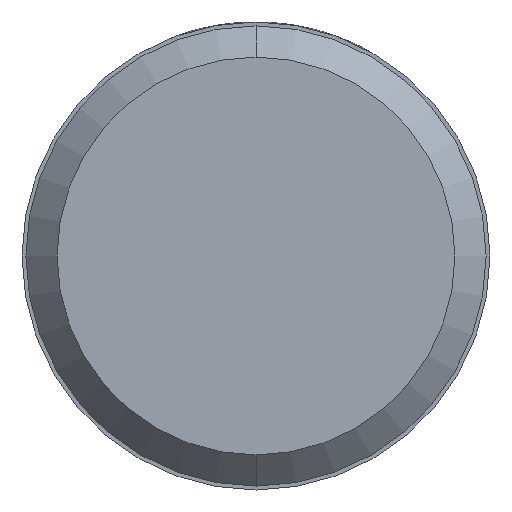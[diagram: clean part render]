
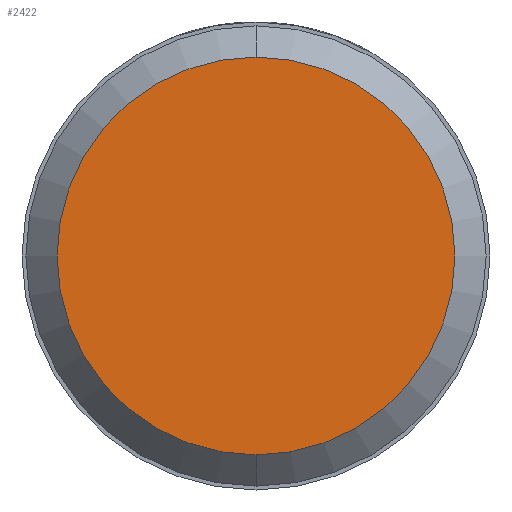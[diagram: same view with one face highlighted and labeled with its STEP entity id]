
A CAD part, front view. The second image highlights one B-rep face of the part: STEP entity #2422.
In plain terms, the highlighted planar face has unit normal (0, -1, 0).
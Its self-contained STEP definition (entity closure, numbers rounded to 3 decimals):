
#50 = VERTEX_POINT ( 'NONE', #1229 ) ;
#75 = AXIS2_PLACEMENT_3D ( 'NONE', #79, #523, #2551 ) ;
#79 = CARTESIAN_POINT ( 'NONE',  ( 0., 0., 0. ) ) ;
#88 = ORIENTED_EDGE ( 'NONE', *, *, #403, .T. ) ;
#403 = EDGE_CURVE ( 'NONE', #2112, #50, #1762, .T. ) ;
#444 = CIRCLE ( 'NONE', #861, 12.75 ) ;
#481 = PLANE ( 'NONE',  #75 ) ;
#523 = DIRECTION ( 'NONE',  ( 0., 1., 0. ) ) ;
#680 = ORIENTED_EDGE ( 'NONE', *, *, #792, .T. ) ;
#792 = EDGE_CURVE ( 'NONE', #50, #2112, #444, .T. ) ;
#861 = AXIS2_PLACEMENT_3D ( 'NONE', #2392, #1541, #2583 ) ;
#1029 = FACE_OUTER_BOUND ( 'NONE', #1730, .T. ) ;
#1170 = DIRECTION ( 'NONE',  ( 0., 0., 1. ) ) ;
#1175 = AXIS2_PLACEMENT_3D ( 'NONE', #2418, #1783, #1170 ) ;
#1229 = CARTESIAN_POINT ( 'NONE',  ( 0., 0., 12.75 ) ) ;
#1541 = DIRECTION ( 'NONE',  ( 0., -1., 0. ) ) ;
#1730 = EDGE_LOOP ( 'NONE', ( #680, #88 ) ) ;
#1762 = CIRCLE ( 'NONE', #1175, 12.75 ) ;
#1783 = DIRECTION ( 'NONE',  ( 0., -1., 0. ) ) ;
#2009 = CARTESIAN_POINT ( 'NONE',  ( 0., 0., -12.75 ) ) ;
#2112 = VERTEX_POINT ( 'NONE', #2009 ) ;
#2392 = CARTESIAN_POINT ( 'NONE',  ( 0., 0., 0. ) ) ;
#2418 = CARTESIAN_POINT ( 'NONE',  ( 0., 0., 0. ) ) ;
#2422 = ADVANCED_FACE ( 'NONE', ( #1029 ), #481, .F. ) ;
#2551 = DIRECTION ( 'NONE',  ( 0., 0., 1. ) ) ;
#2583 = DIRECTION ( 'NONE',  ( 0., 0., 1. ) ) ;
